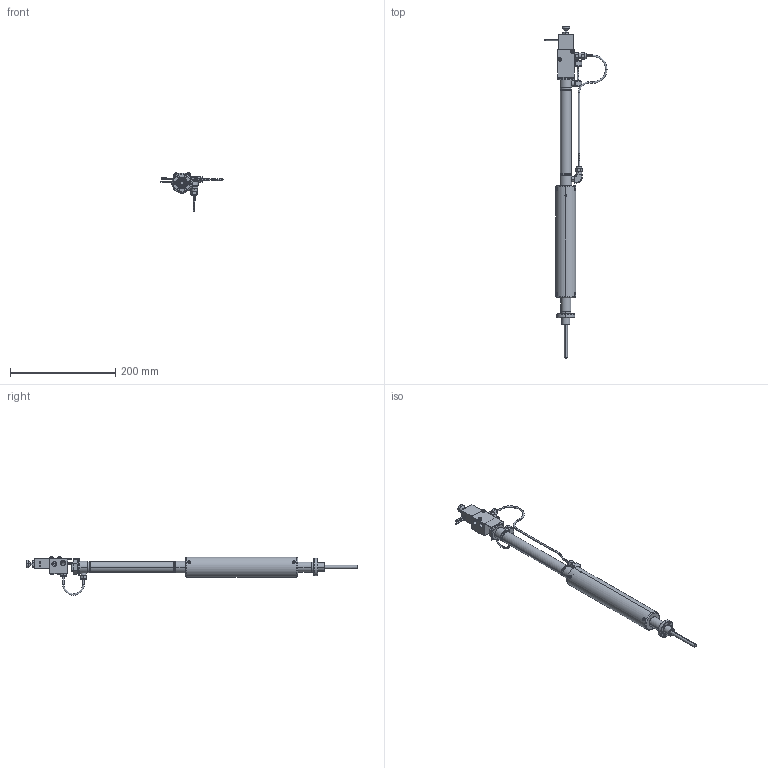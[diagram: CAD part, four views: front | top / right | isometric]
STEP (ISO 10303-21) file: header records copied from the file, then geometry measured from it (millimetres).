
FILE_DESCRIPTION (( 'STEP AP214' ), '1' );
FILE_NAME ('SLO, FLMP-133-25-5_ACV-24.STEP', '2019-05-20T18:56:42', ( '' ), ( '' ), 'SwSTEP 2.0', 'SolidWorks 2010', '' );
FILE_SCHEMA (( 'AUTOMOTIVE_DESIGN' ));
Length unit declared in the file: inch
Products named in the file (1): SLO, FLMP-133-25-5_ACV-24
Bounding box: 117.63 x 629.46 x 73.15 mm (x, y, z)
Surface area: 80075.7 mm2 (no closed solid volume)
Topology: 0 solids, 41 shells, 396 faces, 1272 edges, 913 vertices
Faces by surface type: plane 193, cylinder 114, cone 67, torus 22
Entity records: 20330 total; most frequent: CARTESIAN_POINT 4064, DIRECTION 2353, ORIENTED_EDGE 2022, EDGE_CURVE 1264, VERTEX_POINT 913, AXIS2_PLACEMENT_3D 872, VECTOR 609, LINE 609
